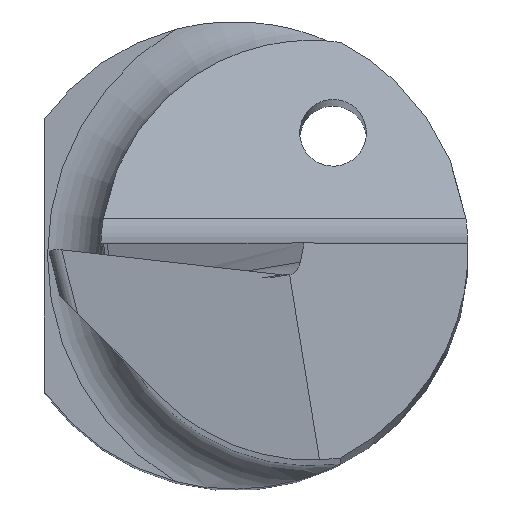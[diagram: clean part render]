
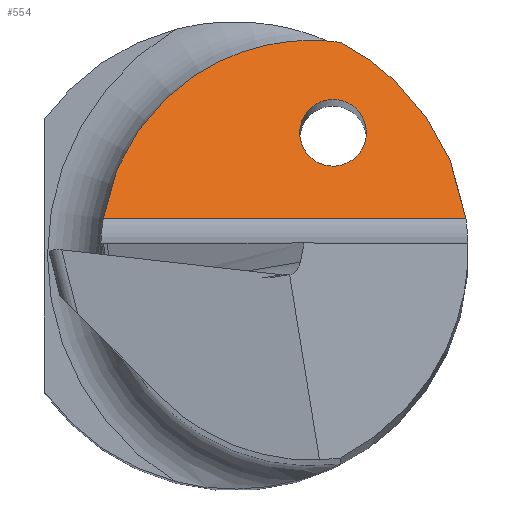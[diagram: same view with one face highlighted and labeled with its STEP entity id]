
A CAD part, top view. The second image highlights one B-rep face of the part: STEP entity #554.
In plain terms, the highlighted planar face has unit normal (0, 0.766, 0.643).
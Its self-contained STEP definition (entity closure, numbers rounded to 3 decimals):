
#30 = CARTESIAN_POINT ( 'NONE',  ( -1.964, 0.474, 59.192 ) ) ;
#46 = EDGE_CURVE ( 'NONE', #411, #828, #817, .T. ) ;
#57 = LINE ( 'NONE', #182, #107 ) ;
#80 = CARTESIAN_POINT ( 'NONE',  ( 1.478, 2.262, 57.061 ) ) ;
#87 = CARTESIAN_POINT ( 'NONE',  ( 1.587, 3.12, 56.039 ) ) ;
#89 = VERTEX_POINT ( 'NONE', #80 ) ;
#92 = CARTESIAN_POINT ( 'NONE',  ( -1.689, 2.281, 57.038 ) ) ;
#107 = VECTOR ( 'NONE', #584, 1000. ) ;
#121 = ORIENTED_EDGE ( 'NONE', *, *, #46, .F. ) ;
#145 = CARTESIAN_POINT ( 'NONE',  ( 0.478, 1.262, 58.253 ) ) ;
#154 = CARTESIAN_POINT ( 'NONE',  ( 1.478, 1.262, 58.253 ) ) ;
#182 = CARTESIAN_POINT ( 'NONE',  ( 3.5, 0.474, 59.192 ) ) ;
#253 = DIRECTION ( 'NONE',  ( 0., 0.643, -0.766 ) ) ;
#344 = ORIENTED_EDGE ( 'NONE', *, *, #656, .T. ) ;
#360 = CARTESIAN_POINT ( 'NONE',  ( -0.223, 3.373, 55.737 ) ) ;
#381 =( BOUNDED_CURVE ( )  B_SPLINE_CURVE ( 3, ( #465, #741, #618, #750 ),
 .UNSPECIFIED., .F., .T. ) 
 B_SPLINE_CURVE_WITH_KNOTS ( ( 4, 4 ),
 ( 4.848, 5.813 ),
 .UNSPECIFIED. ) 
 CURVE ( )  GEOMETRIC_REPRESENTATION_ITEM ( )  RATIONAL_B_SPLINE_CURVE ( ( 1., 0.924, 0.924, 1. ) ) 
 REPRESENTATION_ITEM ( '' )  );
#387 = FACE_OUTER_BOUND ( 'NONE', #761, .T. ) ;
#411 = VERTEX_POINT ( 'NONE', #30 ) ;
#421 = CARTESIAN_POINT ( 'NONE',  ( 0.478, 2.262, 57.061 ) ) ;
#426 = ORIENTED_EDGE ( 'NONE', *, *, #843, .T. ) ;
#440 =( BOUNDED_CURVE ( )  B_SPLINE_CURVE ( 3, ( #492, #776, #448, #154, #145, #421, #720 ),
 .UNSPECIFIED., .T., .T. ) 
 B_SPLINE_CURVE_WITH_KNOTS ( ( 4, 3, 4 ),
 ( 0., 3.142, 6.283 ),
 .UNSPECIFIED. ) 
 CURVE ( )  GEOMETRIC_REPRESENTATION_ITEM ( )  RATIONAL_B_SPLINE_CURVE ( ( 1., 0.333, 0.333, 1., 0.333, 0.333, 1. ) ) 
 REPRESENTATION_ITEM ( '' )  );
#441 = CARTESIAN_POINT ( 'NONE',  ( 3.468, 0.474, 59.192 ) ) ;
#448 = CARTESIAN_POINT ( 'NONE',  ( 2.478, 1.262, 58.253 ) ) ;
#450 = FACE_BOUND ( 'NONE', #666, .T. ) ;
#459 = VERTEX_POINT ( 'NONE', #441 ) ;
#465 = CARTESIAN_POINT ( 'NONE',  ( 3.468, 0.474, 59.192 ) ) ;
#488 = CARTESIAN_POINT ( 'NONE',  ( 1.587, 3.12, 56.039 ) ) ;
#492 = CARTESIAN_POINT ( 'NONE',  ( 1.478, 2.262, 57.061 ) ) ;
#496 = EDGE_CURVE ( 'NONE', #459, #411, #57, .T. ) ;
#546 = ORIENTED_EDGE ( 'NONE', *, *, #496, .F. ) ;
#554 = ADVANCED_FACE ( 'NONE', ( #450, #387 ), #647, .F. ) ;
#584 = DIRECTION ( 'NONE',  ( -1., 0., 0. ) ) ;
#618 = CARTESIAN_POINT ( 'NONE',  ( 2.631, 2.589, 56.672 ) ) ;
#647 = PLANE ( 'NONE',  #808 ) ;
#656 = EDGE_CURVE ( 'NONE', #459, #828, #381, .T. ) ;
#666 = EDGE_LOOP ( 'NONE', ( #426 ) ) ;
#717 = DIRECTION ( 'NONE',  ( 0., -0.766, -0.643 ) ) ;
#720 = CARTESIAN_POINT ( 'NONE',  ( 1.478, 2.262, 57.061 ) ) ;
#741 = CARTESIAN_POINT ( 'NONE',  ( 3.309, 1.634, 57.809 ) ) ;
#750 = CARTESIAN_POINT ( 'NONE',  ( 1.587, 3.12, 56.039 ) ) ;
#761 = EDGE_LOOP ( 'NONE', ( #546, #344, #121 ) ) ;
#776 = CARTESIAN_POINT ( 'NONE',  ( 2.478, 2.262, 57.061 ) ) ;
#790 = CARTESIAN_POINT ( 'NONE',  ( -1.964, 0.474, 59.192 ) ) ;
#791 = CARTESIAN_POINT ( 'NONE',  ( 3.5, 0.474, 59.192 ) ) ;
#808 = AXIS2_PLACEMENT_3D ( 'NONE', #791, #717, #253 ) ;
#817 =( BOUNDED_CURVE ( )  B_SPLINE_CURVE ( 3, ( #790, #92, #360, #87 ),
 .UNSPECIFIED., .F., .T. ) 
 B_SPLINE_CURVE_WITH_KNOTS ( ( 4, 4 ),
 ( 4.864, 6.422 ),
 .UNSPECIFIED. ) 
 CURVE ( )  GEOMETRIC_REPRESENTATION_ITEM ( )  RATIONAL_B_SPLINE_CURVE ( ( 1., 0.808, 0.808, 1. ) ) 
 REPRESENTATION_ITEM ( '' )  );
#828 = VERTEX_POINT ( 'NONE', #488 ) ;
#843 = EDGE_CURVE ( 'NONE', #89, #89, #440, .T. ) ;
